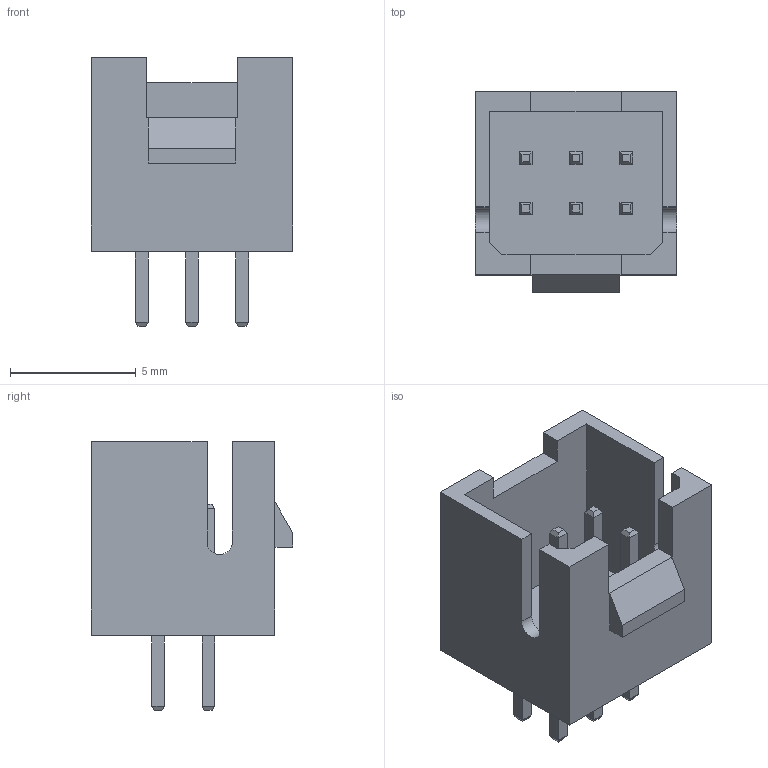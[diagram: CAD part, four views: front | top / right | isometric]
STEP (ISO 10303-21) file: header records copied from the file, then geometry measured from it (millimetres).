
FILE_DESCRIPTION (( 'STEP AP214' ), '1' );
FILE_NAME ('User Library-phb-2x3.STEP', '2021-01-23T07:03:52', ( '' ), ( '' ), 'SwSTEP 2.0', 'SolidWorks 2020', '' );
FILE_SCHEMA (( 'AUTOMOTIVE_DESIGN' ));
Length unit declared in the file: millimetre
Products named in the file (3): PIN_0_5X0_5; PHB-2X3; User Library-phb-2x3
Assembly tree (7 placements, depth 2):
  User Library-phb-2x3
    PHB-2X3
    PIN_0_5X0_5  x6
Bounding box: 8 x 8 x 10.7 mm (x, y, z)
Volume: 194.3 mm3; surface area: 600.6 mm2
Topology: 7 solids, 7 shells, 141 faces, 331 edges, 204 vertices
Faces by surface type: plane 139, cylinder 2
Entity records: 3124 total; most frequent: CARTESIAN_POINT 396, ORIENTED_EDGE 382, DIRECTION 357, EDGE_CURVE 191, LINE 187, VECTOR 187, VERTEX_POINT 124, AXIS2_PLACEMENT_3D 85
